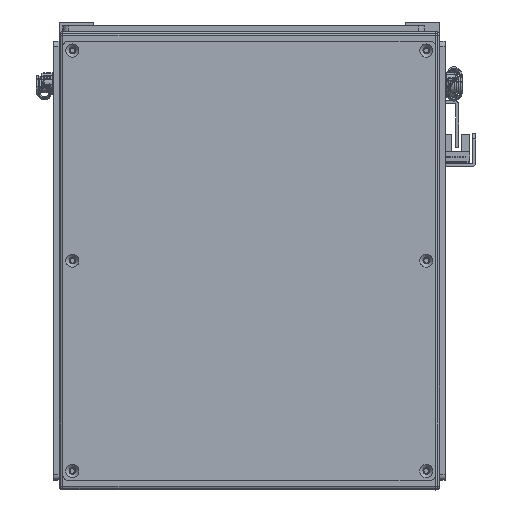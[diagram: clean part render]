
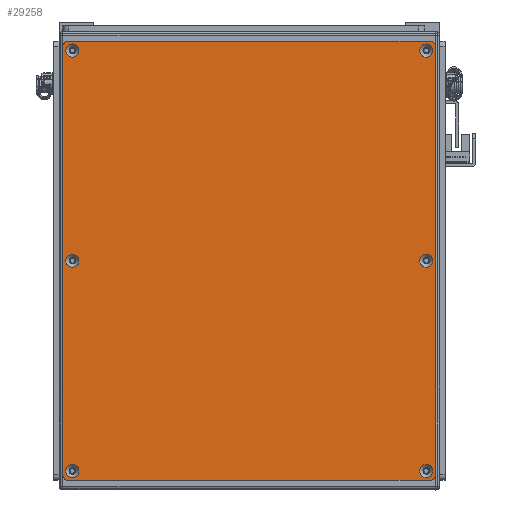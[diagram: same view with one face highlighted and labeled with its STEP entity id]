
A CAD part, front view. The second image highlights one B-rep face of the part: STEP entity #29258.
In plain terms, the highlighted planar face has unit normal (0, -1, 0).
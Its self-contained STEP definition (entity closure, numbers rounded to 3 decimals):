
#915=FACE_BOUND('',#7246,.T.);
#916=FACE_BOUND('',#7247,.T.);
#917=FACE_BOUND('',#7248,.T.);
#918=FACE_BOUND('',#7249,.T.);
#919=FACE_BOUND('',#7250,.T.);
#920=FACE_BOUND('',#7251,.T.);
#3055=CIRCLE('',#32515,3.45);
#3058=CIRCLE('',#32520,3.45);
#3061=CIRCLE('',#32525,3.45);
#3064=CIRCLE('',#32530,3.45);
#3067=CIRCLE('',#32535,3.45);
#3070=CIRCLE('',#32540,3.45);
#3073=CIRCLE('',#32545,3.);
#3075=CIRCLE('',#32548,3.);
#3076=CIRCLE('',#32549,3.);
#3077=CIRCLE('',#32550,3.);
#5345=FACE_OUTER_BOUND('',#7245,.T.);
#7245=EDGE_LOOP('',(#26880,#26881,#26882,#26883,#26884,#26885,#26886,#26887));
#7246=EDGE_LOOP('',(#26888));
#7247=EDGE_LOOP('',(#26889));
#7248=EDGE_LOOP('',(#26890));
#7249=EDGE_LOOP('',(#26891));
#7250=EDGE_LOOP('',(#26892));
#7251=EDGE_LOOP('',(#26893));
#9678=LINE('',#51314,#12096);
#9679=LINE('',#51318,#12097);
#9680=LINE('',#51322,#12098);
#9681=LINE('',#51325,#12099);
#12096=VECTOR('',#40779,10.);
#12097=VECTOR('',#40782,10.);
#12098=VECTOR('',#40785,10.);
#12099=VECTOR('',#40788,10.);
#14790=VERTEX_POINT('',#51244);
#14793=VERTEX_POINT('',#51254);
#14796=VERTEX_POINT('',#51264);
#14799=VERTEX_POINT('',#51274);
#14802=VERTEX_POINT('',#51284);
#14805=VERTEX_POINT('',#51294);
#14808=VERTEX_POINT('',#51304);
#14809=VERTEX_POINT('',#51305);
#14812=VERTEX_POINT('',#51313);
#14813=VERTEX_POINT('',#51315);
#14814=VERTEX_POINT('',#51317);
#14815=VERTEX_POINT('',#51319);
#14816=VERTEX_POINT('',#51321);
#14817=VERTEX_POINT('',#51323);
#18816=EDGE_CURVE('',#14790,#14790,#3055,.T.);
#18821=EDGE_CURVE('',#14793,#14793,#3058,.T.);
#18826=EDGE_CURVE('',#14796,#14796,#3061,.T.);
#18831=EDGE_CURVE('',#14799,#14799,#3064,.T.);
#18836=EDGE_CURVE('',#14802,#14802,#3067,.T.);
#18841=EDGE_CURVE('',#14805,#14805,#3070,.T.);
#18846=EDGE_CURVE('',#14808,#14809,#3073,.T.);
#18850=EDGE_CURVE('',#14808,#14812,#9678,.T.);
#18851=EDGE_CURVE('',#14813,#14812,#3075,.T.);
#18852=EDGE_CURVE('',#14813,#14814,#9679,.T.);
#18853=EDGE_CURVE('',#14815,#14814,#3076,.T.);
#18854=EDGE_CURVE('',#14815,#14816,#9680,.T.);
#18855=EDGE_CURVE('',#14817,#14816,#3077,.T.);
#18856=EDGE_CURVE('',#14817,#14809,#9681,.T.);
#26880=ORIENTED_EDGE('',*,*,#18846,.F.);
#26881=ORIENTED_EDGE('',*,*,#18850,.T.);
#26882=ORIENTED_EDGE('',*,*,#18851,.F.);
#26883=ORIENTED_EDGE('',*,*,#18852,.T.);
#26884=ORIENTED_EDGE('',*,*,#18853,.F.);
#26885=ORIENTED_EDGE('',*,*,#18854,.T.);
#26886=ORIENTED_EDGE('',*,*,#18855,.F.);
#26887=ORIENTED_EDGE('',*,*,#18856,.T.);
#26888=ORIENTED_EDGE('',*,*,#18816,.T.);
#26889=ORIENTED_EDGE('',*,*,#18821,.T.);
#26890=ORIENTED_EDGE('',*,*,#18826,.T.);
#26891=ORIENTED_EDGE('',*,*,#18831,.T.);
#26892=ORIENTED_EDGE('',*,*,#18836,.T.);
#26893=ORIENTED_EDGE('',*,*,#18841,.T.);
#27794=PLANE('',#32547);
#29258=ADVANCED_FACE('',(#5345,#915,#916,#917,#918,#919,#920),#27794,.T.);
#32515=AXIS2_PLACEMENT_3D('',#51245,#40699,#40700);
#32520=AXIS2_PLACEMENT_3D('',#51255,#40711,#40712);
#32525=AXIS2_PLACEMENT_3D('',#51265,#40723,#40724);
#32530=AXIS2_PLACEMENT_3D('',#51275,#40735,#40736);
#32535=AXIS2_PLACEMENT_3D('',#51285,#40747,#40748);
#32540=AXIS2_PLACEMENT_3D('',#51295,#40759,#40760);
#32545=AXIS2_PLACEMENT_3D('',#51306,#40771,#40772);
#32547=AXIS2_PLACEMENT_3D('',#51312,#40777,#40778);
#32548=AXIS2_PLACEMENT_3D('',#51316,#40780,#40781);
#32549=AXIS2_PLACEMENT_3D('',#51320,#40783,#40784);
#32550=AXIS2_PLACEMENT_3D('',#51324,#40786,#40787);
#40699=DIRECTION('center_axis',(0.,1.,0.));
#40700=DIRECTION('ref_axis',(1.,0.,0.));
#40711=DIRECTION('center_axis',(0.,1.,0.));
#40712=DIRECTION('ref_axis',(1.,0.,0.));
#40723=DIRECTION('center_axis',(0.,1.,0.));
#40724=DIRECTION('ref_axis',(1.,0.,0.));
#40735=DIRECTION('center_axis',(0.,1.,0.));
#40736=DIRECTION('ref_axis',(1.,0.,0.));
#40747=DIRECTION('center_axis',(0.,1.,0.));
#40748=DIRECTION('ref_axis',(1.,0.,0.));
#40759=DIRECTION('center_axis',(0.,1.,0.));
#40760=DIRECTION('ref_axis',(1.,0.,0.));
#40771=DIRECTION('center_axis',(0.,1.,0.));
#40772=DIRECTION('ref_axis',(-0.707,0.,0.707));
#40777=DIRECTION('center_axis',(0.,-1.,0.));
#40778=DIRECTION('ref_axis',(0.,0.,-1.));
#40779=DIRECTION('',(0.,0.,-1.));
#40780=DIRECTION('center_axis',(0.,1.,0.));
#40781=DIRECTION('ref_axis',(-0.707,0.,-0.707));
#40782=DIRECTION('',(1.,0.,0.));
#40783=DIRECTION('center_axis',(0.,1.,0.));
#40784=DIRECTION('ref_axis',(0.707,0.,-0.707));
#40785=DIRECTION('',(0.,0.,1.));
#40786=DIRECTION('center_axis',(0.,1.,0.));
#40787=DIRECTION('ref_axis',(0.707,0.,0.707));
#40788=DIRECTION('',(-1.,0.,0.));
#51244=CARTESIAN_POINT('',(107.05,-1.5,93.));
#51245=CARTESIAN_POINT('Origin',(110.5,-1.5,93.));
#51254=CARTESIAN_POINT('',(-3.45,-1.5,93.));
#51255=CARTESIAN_POINT('Origin',(0.,-1.5,93.));
#51264=CARTESIAN_POINT('',(-113.95,-1.5,93.));
#51265=CARTESIAN_POINT('Origin',(-110.5,-1.5,93.));
#51274=CARTESIAN_POINT('',(-113.95,-1.5,-93.));
#51275=CARTESIAN_POINT('Origin',(-110.5,-1.5,-93.));
#51284=CARTESIAN_POINT('',(-3.45,-1.5,-93.));
#51285=CARTESIAN_POINT('Origin',(0.,-1.5,-93.));
#51294=CARTESIAN_POINT('',(107.05,-1.5,-93.));
#51295=CARTESIAN_POINT('Origin',(110.5,-1.5,-93.));
#51304=CARTESIAN_POINT('',(-115.5,-1.5,95.));
#51305=CARTESIAN_POINT('',(-112.5,-1.5,98.));
#51306=CARTESIAN_POINT('Origin',(-112.5,-1.5,95.));
#51312=CARTESIAN_POINT('Origin',(0.,-1.5,0.));
#51313=CARTESIAN_POINT('',(-115.5,-1.5,-95.));
#51314=CARTESIAN_POINT('',(-115.5,-1.5,98.));
#51315=CARTESIAN_POINT('',(-112.5,-1.5,-98.));
#51316=CARTESIAN_POINT('Origin',(-112.5,-1.5,-95.));
#51317=CARTESIAN_POINT('',(112.5,-1.5,-98.));
#51318=CARTESIAN_POINT('',(-115.5,-1.5,-98.));
#51319=CARTESIAN_POINT('',(115.5,-1.5,-95.));
#51320=CARTESIAN_POINT('Origin',(112.5,-1.5,-95.));
#51321=CARTESIAN_POINT('',(115.5,-1.5,95.));
#51322=CARTESIAN_POINT('',(115.5,-1.5,-98.));
#51323=CARTESIAN_POINT('',(112.5,-1.5,98.));
#51324=CARTESIAN_POINT('Origin',(112.5,-1.5,95.));
#51325=CARTESIAN_POINT('',(115.5,-1.5,98.));
